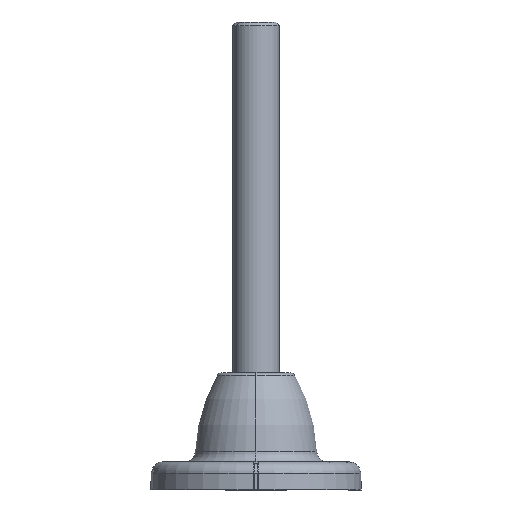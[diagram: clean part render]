
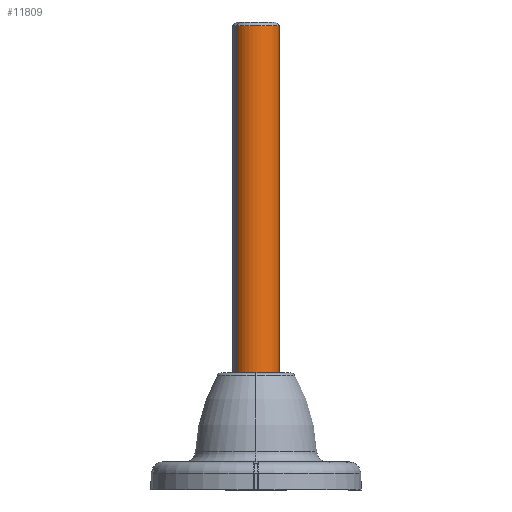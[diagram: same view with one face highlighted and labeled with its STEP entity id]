
A CAD part, left-side view. The second image highlights one B-rep face of the part: STEP entity #11809.
In plain terms, the highlighted cylindrical face has radius 10 mm (diameter 20 mm), a partial arc.
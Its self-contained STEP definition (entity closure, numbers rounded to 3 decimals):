
#9860 = CARTESIAN_POINT ( 'NONE',  ( 0., -178.5, 10. ) ) ;
#10080 = DIRECTION ( 'NONE',  ( 0., 0., 1. ) ) ;
#10081 = DIRECTION ( 'NONE',  ( 0., -1., 0. ) ) ;
#10083 = CARTESIAN_POINT ( 'NONE',  ( 0., -1.5, -10. ) ) ;
#10086 = CIRCLE ( 'NONE', #10190, 10. ) ;
#10092 = CARTESIAN_POINT ( 'NONE',  ( 0., -1.5, 0. ) ) ;
#10190 = AXIS2_PLACEMENT_3D ( 'NONE', #10092, #10081, #10080 ) ;
#10253 = DIRECTION ( 'NONE',  ( 0., 0., -1. ) ) ;
#10254 = DIRECTION ( 'NONE',  ( 0., 1., 0. ) ) ;
#10257 = CARTESIAN_POINT ( 'NONE',  ( 0., -1.5, 10. ) ) ;
#10258 = AXIS2_PLACEMENT_3D ( 'NONE', #10266, #10254, #10253 ) ;
#10259 = CIRCLE ( 'NONE', #10258, 10. ) ;
#10265 = CARTESIAN_POINT ( 'NONE',  ( 0., -178.5, -10. ) ) ;
#10266 = CARTESIAN_POINT ( 'NONE',  ( 0., -178.5, 0. ) ) ;
#10550 = LINE ( 'NONE', #10558, #10606 ) ;
#10551 = AXIS2_PLACEMENT_3D ( 'NONE', #10570, #10569, #10575 ) ;
#10554 = FACE_OUTER_BOUND ( 'NONE', #11622, .T. ) ;
#10558 = CARTESIAN_POINT ( 'NONE',  ( 0., 0., -10. ) ) ;
#10560 = LINE ( 'NONE', #10603, #10602 ) ;
#10562 = CYLINDRICAL_SURFACE ( 'NONE', #10551, 10. ) ;
#10569 = DIRECTION ( 'NONE',  ( 0., 1., 0. ) ) ;
#10570 = CARTESIAN_POINT ( 'NONE',  ( 0., 0., 0. ) ) ;
#10575 = DIRECTION ( 'NONE',  ( 0., 0., 1. ) ) ;
#10601 = DIRECTION ( 'NONE',  ( 0., 1., 0. ) ) ;
#10602 = VECTOR ( 'NONE', #10601, 1000. ) ;
#10603 = CARTESIAN_POINT ( 'NONE',  ( 0., 0., 10. ) ) ;
#10605 = DIRECTION ( 'NONE',  ( 0., 1., 0. ) ) ;
#10606 = VECTOR ( 'NONE', #10605, 1000. ) ;
#11589 = VERTEX_POINT ( 'NONE', #9860 ) ;
#11621 = ORIENTED_EDGE ( 'NONE', *, *, #11810, .T. ) ;
#11622 = EDGE_LOOP ( 'NONE', ( #11813, #11621, #11803, #11802 ) ) ;
#11624 = EDGE_CURVE ( 'NONE', #11589, #11625, #10259, .T. ) ;
#11625 = VERTEX_POINT ( 'NONE', #10265 ) ;
#11629 = VERTEX_POINT ( 'NONE', #10257 ) ;
#11692 = EDGE_CURVE ( 'NONE', #11693, #11629, #10086, .T. ) ;
#11693 = VERTEX_POINT ( 'NONE', #10083 ) ;
#11802 = ORIENTED_EDGE ( 'NONE', *, *, #11811, .F. ) ;
#11803 = ORIENTED_EDGE ( 'NONE', *, *, #11692, .T. ) ;
#11809 = ADVANCED_FACE ( 'NONE', ( #10554 ), #10562, .T. ) ;
#11810 = EDGE_CURVE ( 'NONE', #11625, #11693, #10550, .T. ) ;
#11811 = EDGE_CURVE ( 'NONE', #11589, #11629, #10560, .T. ) ;
#11813 = ORIENTED_EDGE ( 'NONE', *, *, #11624, .T. ) ;
